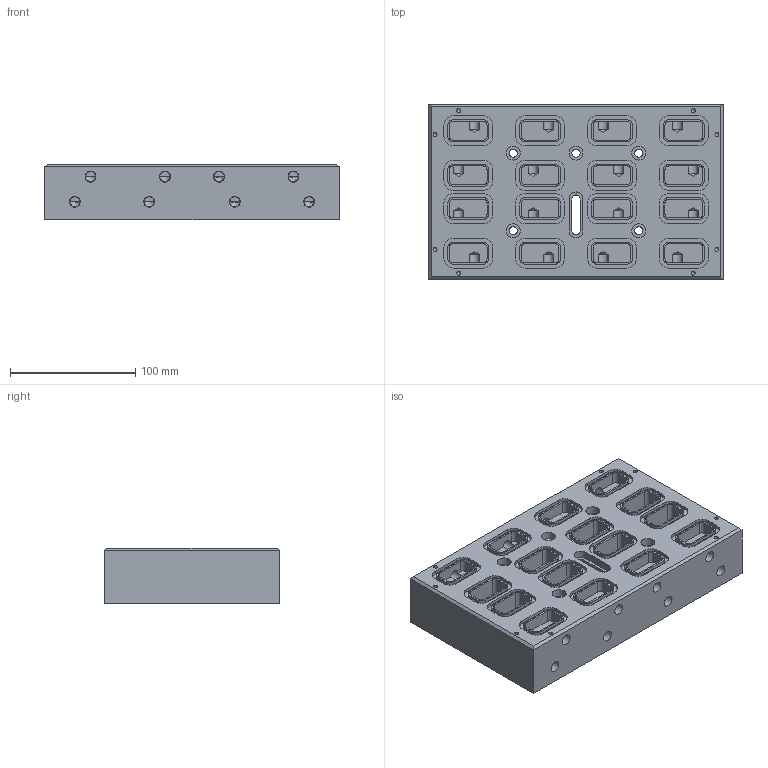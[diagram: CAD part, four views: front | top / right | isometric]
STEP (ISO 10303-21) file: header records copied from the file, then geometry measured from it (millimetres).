
FILE_DESCRIPTION(/* description */ (''),/* implementation_level */ '2;1');
FILE_NAME(/* name */ 'Chuck - 16-pocket - V1F.stp',/* time_stamp */ '2022-08-09T15:54:36-05:00',/* author */ ('Caleb'),/* organization */ (''),/* preprocessor_version */ 'ST-DEVELOPER v19',/* originating_system */ 'Autodesk Inventor 2023',/* authorisation */ '');
FILE_SCHEMA (('AUTOMOTIVE_DESIGN { 1 0 10303 214 3 1 1 }'));
Length unit declared in the file: inch
Products named in the file (1): UNLHEP-14-01-P-004_ChuckForGantry
Bounding box: 234.95 x 139.7 x 44.45 mm (x, y, z)
Volume: 1253688.3 mm3; surface area: 154771.9 mm2
Topology: 1 solids, 1 shells, 546 faces, 1474 edges, 969 vertices
Faces by surface type: plane 276, cylinder 230, cone 40
Full cylindrical faces by diameter (mm): 3.242 x8, 6.528 x5, 7.95 x16, 11.125 x5
Entity records: 17251 total; most frequent: DIRECTION 3053, CARTESIAN_POINT 2986, ORIENTED_EDGE 2902, EDGE_CURVE 1451, AXIS2_PLACEMENT_3D 1057, VERTEX_POINT 969, LINE 939, VECTOR 939
